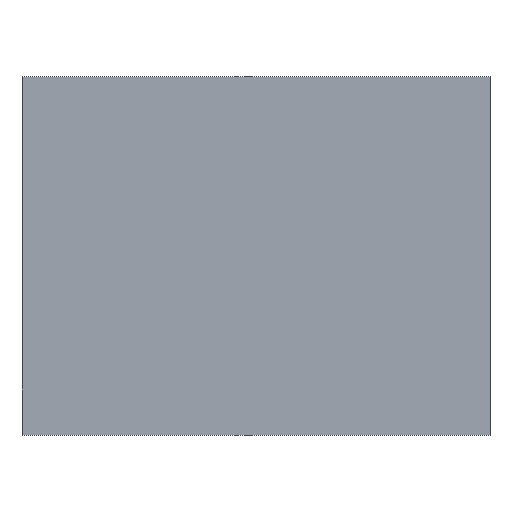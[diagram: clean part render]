
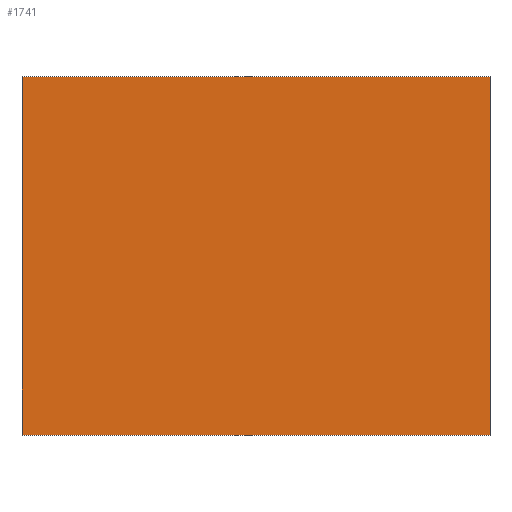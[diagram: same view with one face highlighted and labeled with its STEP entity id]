
A CAD part, top view. The second image highlights one B-rep face of the part: STEP entity #1741.
In plain terms, the highlighted planar face has unit normal (0, 0, 1).
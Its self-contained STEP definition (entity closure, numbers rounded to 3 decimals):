
#137 = PLANE('',#138);
#138 = AXIS2_PLACEMENT_3D('',#139,#140,#141);
#139 = CARTESIAN_POINT('',(-1.175,-0.9,0.56));
#140 = DIRECTION('',(0.,-1.,0.));
#141 = DIRECTION('',(1.,0.,0.));
#220 = PLANE('',#221);
#221 = AXIS2_PLACEMENT_3D('',#222,#223,#224);
#222 = CARTESIAN_POINT('',(-1.175,0.9,0.56));
#223 = DIRECTION('',(-1.,0.,0.));
#224 = DIRECTION('',(0.,-1.,0.));
#1085 = VERTEX_POINT('',#1086);
#1086 = CARTESIAN_POINT('',(1.175,-0.9,1.));
#1100 = PLANE('',#1101);
#1101 = AXIS2_PLACEMENT_3D('',#1102,#1103,#1104);
#1102 = CARTESIAN_POINT('',(1.175,-0.9,0.56));
#1103 = DIRECTION('',(1.,0.,0.));
#1104 = DIRECTION('',(0.,1.,0.));
#1112 = EDGE_CURVE('',#1113,#1085,#1115,.T.);
#1113 = VERTEX_POINT('',#1114);
#1114 = CARTESIAN_POINT('',(-1.175,-0.9,1.));
#1115 = SURFACE_CURVE('',#1116,(#1120,#1127),.PCURVE_S1.);
#1116 = LINE('',#1117,#1118);
#1117 = CARTESIAN_POINT('',(-1.175,-0.9,1.));
#1118 = VECTOR('',#1119,1.);
#1119 = DIRECTION('',(1.,0.,0.));
#1120 = PCURVE('',#137,#1121);
#1121 = DEFINITIONAL_REPRESENTATION('',(#1122),#1126);
#1122 = LINE('',#1123,#1124);
#1123 = CARTESIAN_POINT('',(0.,0.44));
#1124 = VECTOR('',#1125,1.);
#1125 = DIRECTION('',(1.,0.));
#1126 = ( GEOMETRIC_REPRESENTATION_CONTEXT(2) 
PARAMETRIC_REPRESENTATION_CONTEXT() REPRESENTATION_CONTEXT('2D SPACE',''
  ) );
#1127 = PCURVE('',#1128,#1133);
#1128 = PLANE('',#1129);
#1129 = AXIS2_PLACEMENT_3D('',#1130,#1131,#1132);
#1130 = CARTESIAN_POINT('',(0.,0.,1.));
#1131 = DIRECTION('',(0.,0.,1.));
#1132 = DIRECTION('',(1.,0.,0.));
#1133 = DEFINITIONAL_REPRESENTATION('',(#1134),#1138);
#1134 = LINE('',#1135,#1136);
#1135 = CARTESIAN_POINT('',(-1.175,-0.9));
#1136 = VECTOR('',#1137,1.);
#1137 = DIRECTION('',(1.,0.));
#1138 = ( GEOMETRIC_REPRESENTATION_CONTEXT(2) 
PARAMETRIC_REPRESENTATION_CONTEXT() REPRESENTATION_CONTEXT('2D SPACE',''
  ) );
#1461 = EDGE_CURVE('',#1462,#1113,#1464,.T.);
#1462 = VERTEX_POINT('',#1463);
#1463 = CARTESIAN_POINT('',(-1.175,0.9,1.));
#1464 = SURFACE_CURVE('',#1465,(#1469,#1476),.PCURVE_S1.);
#1465 = LINE('',#1466,#1467);
#1466 = CARTESIAN_POINT('',(-1.175,0.9,1.));
#1467 = VECTOR('',#1468,1.);
#1468 = DIRECTION('',(0.,-1.,0.));
#1469 = PCURVE('',#220,#1470);
#1470 = DEFINITIONAL_REPRESENTATION('',(#1471),#1475);
#1471 = LINE('',#1472,#1473);
#1472 = CARTESIAN_POINT('',(0.,0.44));
#1473 = VECTOR('',#1474,1.);
#1474 = DIRECTION('',(1.,0.));
#1475 = ( GEOMETRIC_REPRESENTATION_CONTEXT(2) 
PARAMETRIC_REPRESENTATION_CONTEXT() REPRESENTATION_CONTEXT('2D SPACE',''
  ) );
#1476 = PCURVE('',#1128,#1477);
#1477 = DEFINITIONAL_REPRESENTATION('',(#1478),#1482);
#1478 = LINE('',#1479,#1480);
#1479 = CARTESIAN_POINT('',(-1.175,0.9));
#1480 = VECTOR('',#1481,1.);
#1481 = DIRECTION('',(0.,-1.));
#1482 = ( GEOMETRIC_REPRESENTATION_CONTEXT(2) 
PARAMETRIC_REPRESENTATION_CONTEXT() REPRESENTATION_CONTEXT('2D SPACE',''
  ) );
#1498 = PLANE('',#1499);
#1499 = AXIS2_PLACEMENT_3D('',#1500,#1501,#1502);
#1500 = CARTESIAN_POINT('',(1.175,0.9,0.56));
#1501 = DIRECTION('',(0.,1.,0.));
#1502 = DIRECTION('',(-1.,0.,0.));
#1698 = VERTEX_POINT('',#1699);
#1699 = CARTESIAN_POINT('',(1.175,0.9,1.));
#1720 = EDGE_CURVE('',#1085,#1698,#1721,.T.);
#1721 = SURFACE_CURVE('',#1722,(#1726,#1733),.PCURVE_S1.);
#1722 = LINE('',#1723,#1724);
#1723 = CARTESIAN_POINT('',(1.175,-0.9,1.));
#1724 = VECTOR('',#1725,1.);
#1725 = DIRECTION('',(0.,1.,0.));
#1726 = PCURVE('',#1100,#1727);
#1727 = DEFINITIONAL_REPRESENTATION('',(#1728),#1732);
#1728 = LINE('',#1729,#1730);
#1729 = CARTESIAN_POINT('',(0.,0.44));
#1730 = VECTOR('',#1731,1.);
#1731 = DIRECTION('',(1.,0.));
#1732 = ( GEOMETRIC_REPRESENTATION_CONTEXT(2) 
PARAMETRIC_REPRESENTATION_CONTEXT() REPRESENTATION_CONTEXT('2D SPACE',''
  ) );
#1733 = PCURVE('',#1128,#1734);
#1734 = DEFINITIONAL_REPRESENTATION('',(#1735),#1739);
#1735 = LINE('',#1736,#1737);
#1736 = CARTESIAN_POINT('',(1.175,-0.9));
#1737 = VECTOR('',#1738,1.);
#1738 = DIRECTION('',(0.,1.));
#1739 = ( GEOMETRIC_REPRESENTATION_CONTEXT(2) 
PARAMETRIC_REPRESENTATION_CONTEXT() REPRESENTATION_CONTEXT('2D SPACE',''
  ) );
#1741 = ADVANCED_FACE('',(#1742),#1128,.T.);
#1742 = FACE_BOUND('',#1743,.T.);
#1743 = EDGE_LOOP('',(#1744,#1765,#1766,#1767));
#1744 = ORIENTED_EDGE('',*,*,#1745,.T.);
#1745 = EDGE_CURVE('',#1698,#1462,#1746,.T.);
#1746 = SURFACE_CURVE('',#1747,(#1751,#1758),.PCURVE_S1.);
#1747 = LINE('',#1748,#1749);
#1748 = CARTESIAN_POINT('',(1.175,0.9,1.));
#1749 = VECTOR('',#1750,1.);
#1750 = DIRECTION('',(-1.,0.,0.));
#1751 = PCURVE('',#1128,#1752);
#1752 = DEFINITIONAL_REPRESENTATION('',(#1753),#1757);
#1753 = LINE('',#1754,#1755);
#1754 = CARTESIAN_POINT('',(1.175,0.9));
#1755 = VECTOR('',#1756,1.);
#1756 = DIRECTION('',(-1.,0.));
#1757 = ( GEOMETRIC_REPRESENTATION_CONTEXT(2) 
PARAMETRIC_REPRESENTATION_CONTEXT() REPRESENTATION_CONTEXT('2D SPACE',''
  ) );
#1758 = PCURVE('',#1498,#1759);
#1759 = DEFINITIONAL_REPRESENTATION('',(#1760),#1764);
#1760 = LINE('',#1761,#1762);
#1761 = CARTESIAN_POINT('',(0.,0.44));
#1762 = VECTOR('',#1763,1.);
#1763 = DIRECTION('',(1.,0.));
#1764 = ( GEOMETRIC_REPRESENTATION_CONTEXT(2) 
PARAMETRIC_REPRESENTATION_CONTEXT() REPRESENTATION_CONTEXT('2D SPACE',''
  ) );
#1765 = ORIENTED_EDGE('',*,*,#1461,.T.);
#1766 = ORIENTED_EDGE('',*,*,#1112,.T.);
#1767 = ORIENTED_EDGE('',*,*,#1720,.T.);
